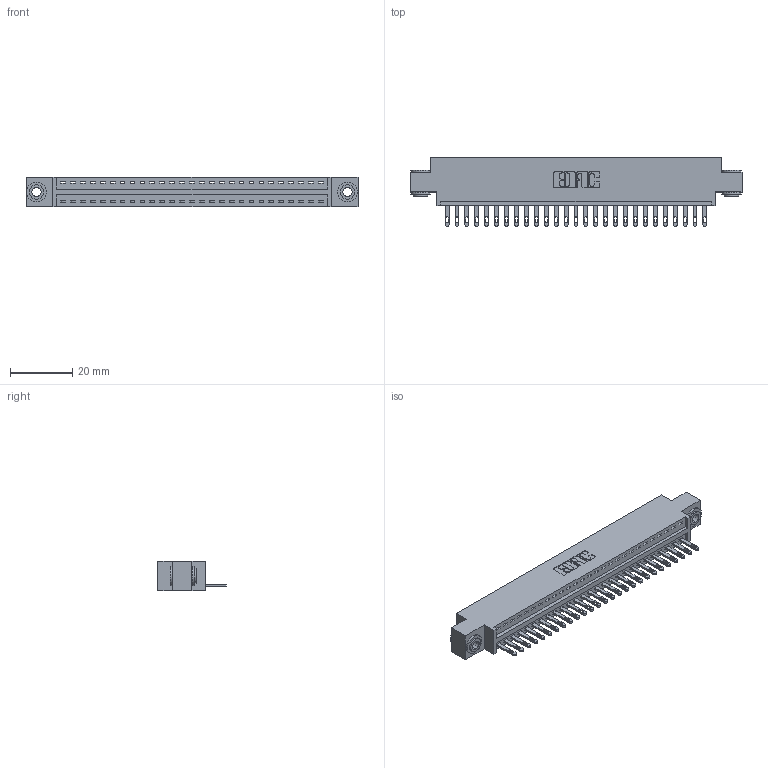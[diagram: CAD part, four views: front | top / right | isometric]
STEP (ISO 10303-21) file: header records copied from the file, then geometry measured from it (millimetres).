
FILE_DESCRIPTION (( 'STEP AP203' ), '1' );
FILE_NAME ('346-027-500-603.STEP', '2018-08-21T23:42:14', ( '' ), ( '' ), 'SwSTEP 2.0', 'SolidWorks 2016', '' );
FILE_SCHEMA (( 'CONFIG_CONTROL_DESIGN' ));
Length unit declared in the file: inch
Products named in the file (4): 345-292-001_345-293-100; 345-250-002_345-250-002-102; 346-027-500-603; 346 Part_0.170 Offset - 0.156 Dia-TH
Assembly tree (30 placements, depth 2):
  346-027-500-603
    346 Part_0.170 Offset - 0.156 Dia-TH
    345-292-001_345-293-100  x27
    345-250-002_345-250-002-102  x2
Bounding box: 106.3 x 21.84 x 9.4 mm (x, y, z)
Volume: 9953.3 mm3; surface area: 12720.9 mm2
Topology: 30 solids, 30 shells, 1622 faces, 4953 edges, 3298 vertices
Faces by surface type: plane 1008, cylinder 606, cone 8
Entity records: 19488 total; most frequent: CARTESIAN_POINT 3324, ORIENTED_EDGE 3278, DIRECTION 2983, EDGE_CURVE 1639, LINE 1371, VECTOR 1371, VERTEX_POINT 1090, AXIS2_PLACEMENT_3D 806
